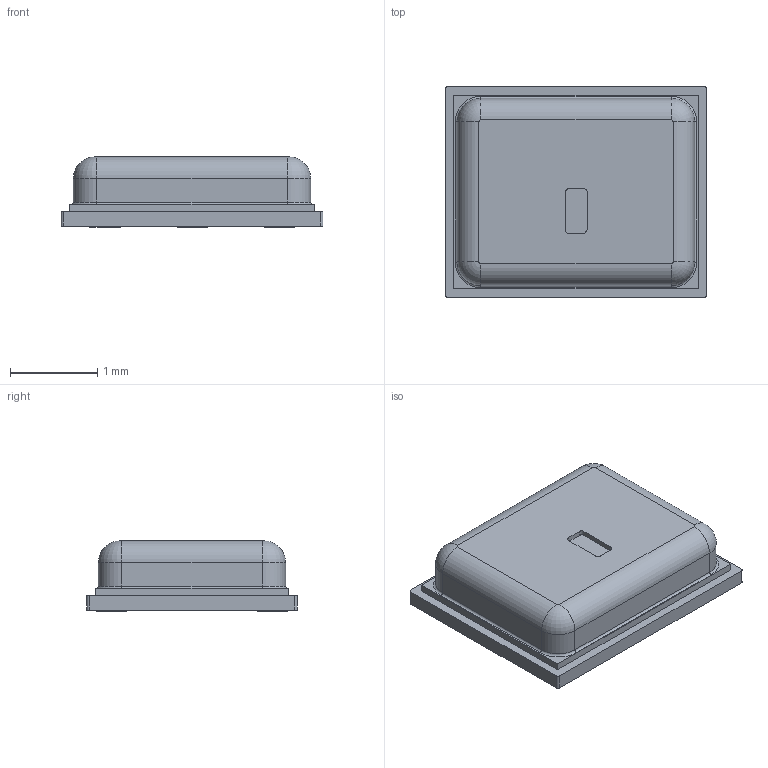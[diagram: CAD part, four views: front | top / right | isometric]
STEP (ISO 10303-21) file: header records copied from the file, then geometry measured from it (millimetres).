
FILE_DESCRIPTION(/* description */ ('Unknown'),/* implementation_level */ '2;1');
FILE_NAME(/* name */ 'HS3003',/* time_stamp */ '2023-04-03T09:36:55+02:00',/* author */ ('Unknown'),/* organization */ ('Unknown'),/* preprocessor_version */ 'ST-DEVELOPER v18.102',/* originating_system */ 'Solid Edge',/* authorisation */ 'Unknown');
FILE_SCHEMA (('AUTOMOTIVE_DESIGN {1 0 10303 214 3 1 1}'));
Length unit declared in the file: millimetre
Products named in the file (1): HS3003
Bounding box: 3 x 2.41 x 0.8 mm (x, y, z)
Volume: 4.8 mm3; surface area: 21.2 mm2
Topology: 1 solids, 1 shells, 79 faces, 188 edges, 120 vertices
Faces by surface type: plane 51, cylinder 20, torus 8
Entity records: 2841 total; most frequent: DIRECTION 396, CARTESIAN_POINT 388, ORIENTED_EDGE 376, EDGE_CURVE 188, LINE 140, VECTOR 140, AXIS2_PLACEMENT_3D 128, VERTEX_POINT 120
